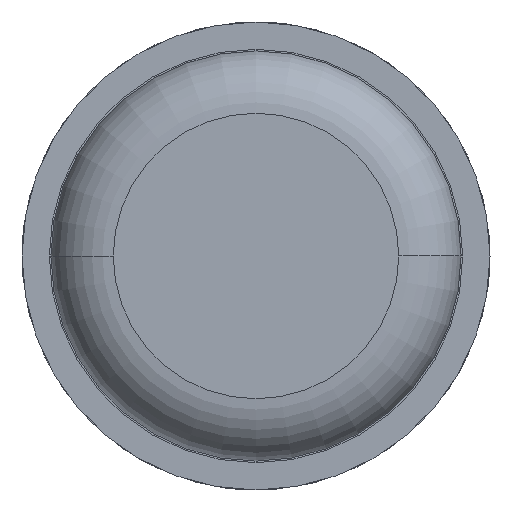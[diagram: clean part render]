
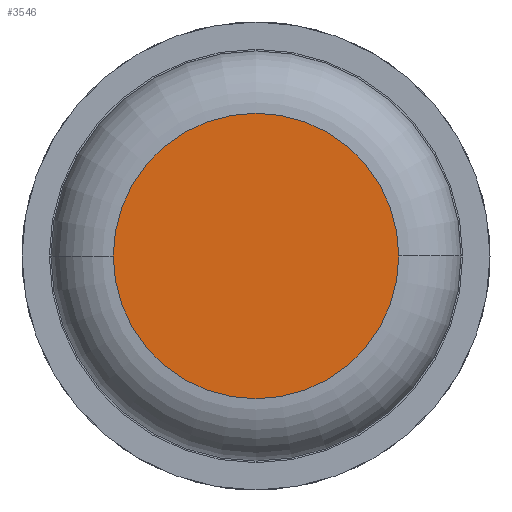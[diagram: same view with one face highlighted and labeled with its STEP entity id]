
A CAD part, front view. The second image highlights one B-rep face of the part: STEP entity #3546.
In plain terms, the highlighted planar face has unit normal (0, -1, 0).
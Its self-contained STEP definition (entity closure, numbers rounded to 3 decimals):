
#374 = AXIS2_PLACEMENT_3D ( 'NONE', #1756, #3895, #1813 ) ;
#589 = EDGE_CURVE ( 'Defeature ausgef�hrt1_6+Defeature ausgef�hrt1_7+Defeature ausgef�hrt1_7+Defeature ausgef�hrt1_7', #2558, #777, #3033, .T. ) ;
#777 = VERTEX_POINT ( 'NONE', #1393 ) ;
#938 = EDGE_LOOP ( 'NONE', ( #2455, #2442 ) ) ;
#1274 = AXIS2_PLACEMENT_3D ( 'NONE', #2370, #2954, #1462 ) ;
#1393 = CARTESIAN_POINT ( 'NONE',  ( 0.915, 0., 0. ) ) ;
#1462 = DIRECTION ( 'NONE',  ( -1., 0., 0. ) ) ;
#1490 = PLANE ( 'NONE',  #1274 ) ;
#1676 = CIRCLE ( 'NONE', #374, 0.915 ) ;
#1722 = FACE_OUTER_BOUND ( 'NONE', #938, .T. ) ;
#1755 = DIRECTION ( 'NONE',  ( 0., -1., 0. ) ) ;
#1756 = CARTESIAN_POINT ( 'NONE',  ( 0., 0., 0. ) ) ;
#1813 = DIRECTION ( 'NONE',  ( -1., 0., 0. ) ) ;
#2370 = CARTESIAN_POINT ( 'NONE',  ( 0., 0., 0. ) ) ;
#2442 = ORIENTED_EDGE ( 'NONE', *, *, #2813, .T. ) ;
#2455 = ORIENTED_EDGE ( 'NONE', *, *, #589, .T. ) ;
#2558 = VERTEX_POINT ( 'NONE', #2594 ) ;
#2594 = CARTESIAN_POINT ( 'NONE',  ( -0.915, 0., 0. ) ) ;
#2813 = EDGE_CURVE ( 'Defeature ausgef�hrt1_6+Defeature ausgef�hrt1_7+Defeature ausgef�hrt1_7+Defeature ausgef�hrt1_7', #777, #2558, #1676, .T. ) ;
#2954 = DIRECTION ( 'NONE',  ( 0., 1., 0. ) ) ;
#3033 = CIRCLE ( 'NONE', #3372, 0.915 ) ;
#3372 = AXIS2_PLACEMENT_3D ( 'NONE', #3578, #1755, #3882 ) ;
#3546 = ADVANCED_FACE ( 'Defeature ausgef�hrt1_6', ( #1722 ), #1490, .F. ) ;
#3578 = CARTESIAN_POINT ( 'NONE',  ( 0., 0., 0. ) ) ;
#3882 = DIRECTION ( 'NONE',  ( -1., 0., 0. ) ) ;
#3895 = DIRECTION ( 'NONE',  ( 0., -1., 0. ) ) ;
